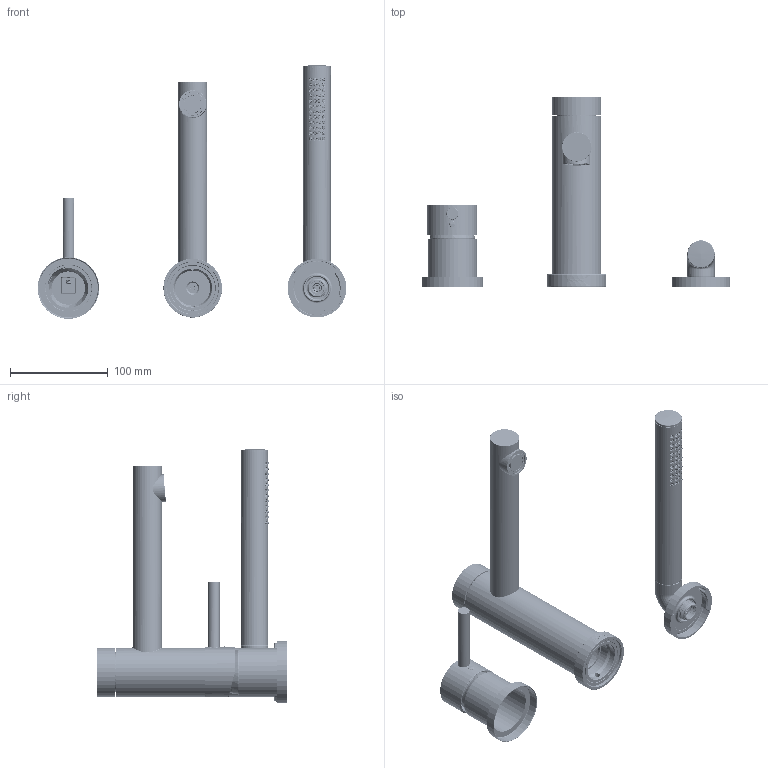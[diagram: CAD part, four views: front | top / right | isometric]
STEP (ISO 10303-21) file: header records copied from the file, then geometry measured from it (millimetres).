
FILE_DESCRIPTION(/* description */ (''),/* implementation_level */ '2;1');
FILE_NAME(/* name */ 'GS10-EM 3D.stp',/* time_stamp */ '2021-03-10T12:32:46-05:00',/* author */ ('fbrousse'),/* organization */ (''),/* preprocessor_version */ 'ST-DEVELOPER v17',/* originating_system */ 'Autodesk Inventor 2018',/* authorisation */ '');
FILE_SCHEMA (('CONFIG_CONTROL_DESIGN'));
Length unit declared in the file: millimetre
Products named in the file (18): GS10-EM; RH10; 052-114; 053-162; 3272; 014-332; 6676; 002-804; 003-019; 012-692; 0698; 1701; 003-030; 002-023; 002-023_1; 152-070; 2465; 4361-EM
Assembly tree (17 placements, depth 4):
  GS10-EM
    RH10
      052-114
      053-162
    3272
      014-332
      6676
      002-804
      003-019
      012-692
    0698
    1701
      003-030
      002-023
        002-023_1
      152-070
    2465
    4361-EM
Bounding box: 315.44 x 193.61 x 259.19 mm (x, y, z)
Volume: 241075.6 mm3; surface area: 237373.1 mm2
Topology: 16 solids, 17 shells, 3237 faces, 8484 edges, 5316 vertices
Faces by surface type: bspline 1149, cylinder 733, plane 658, cone 294, torus 290, sphere 113
Full cylindrical faces by diameter (mm): 2.5 x2, 3.2 x1, 3.85 x1, 4 x1, 4.199 x1, 4.2 x2, 4.325 x1, 4.5 x1, 4.93 x1, 4.976 x7, 5 x2, 5.2 x2, 5.3 x1, 5.4 x1, 6 x1, 6.7 x1, 7.675 x1, 8.1 x1, 8.3 x1, 9 x1, 11 x2, 12 x2, 12.5 x1, 13.92 x6, 14.2 x1, 15 x4, 15.12 x1, 16 x2, 17.2 x1, 17.45 x1
Entity records: 273041 total; most frequent: CARTESIAN_POINT 196444, ORIENTED_EDGE 16910, DIRECTION 13642, EDGE_CURVE 8455, AXIS2_PLACEMENT_3D 5761, VERTEX_POINT 5316, EDGE_LOOP 3575, FACE_OUTER_BOUND 3237
